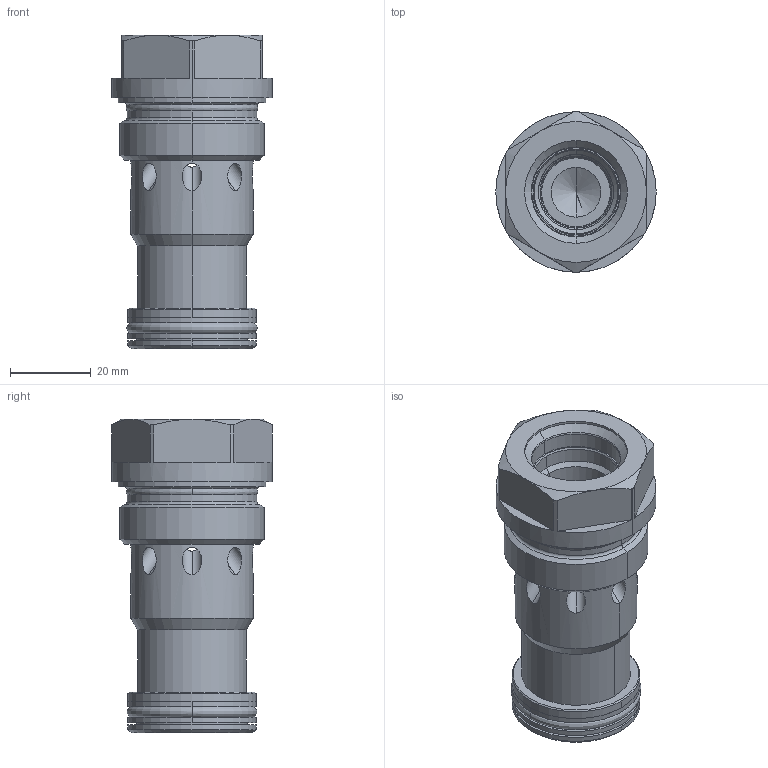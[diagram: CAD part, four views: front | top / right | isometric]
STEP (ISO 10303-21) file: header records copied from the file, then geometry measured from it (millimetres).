
FILE_DESCRIPTION((''),'2;1');
FILE_NAME('XIOAG-XN_PRT','2012-10-30T',('Administrator'),(''),'PRO/ENGINEER BY PARAMETRIC TECHNOLOGY CORPORATION, 2006240','PRO/ENGINEER BY PARAMETRIC TECHNOLOGY CORPORATION, 2006240','');
FILE_SCHEMA(('CONFIG_CONTROL_DESIGN'));
Length unit declared in the file: inch
Products named in the file (1): XIOAG-XN_PRT
Bounding box: 39.6 x 39.6 x 77.42 mm (x, y, z)
Volume: 49411.9 mm3; surface area: 15098.5 mm2
Topology: 1 solids, 1 shells, 123 faces, 292 edges, 177 vertices
Faces by surface type: cylinder 52, cone 28, plane 25, torus 14, revolution 4
Entity records: 4316 total; most frequent: CARTESIAN_POINT 1392, DIRECTION 630, ORIENTED_EDGE 580, EDGE_CURVE 290, AXIS2_PLACEMENT_3D 265, VERTEX_POINT 177, EDGE_LOOP 147, CIRCLE 146
